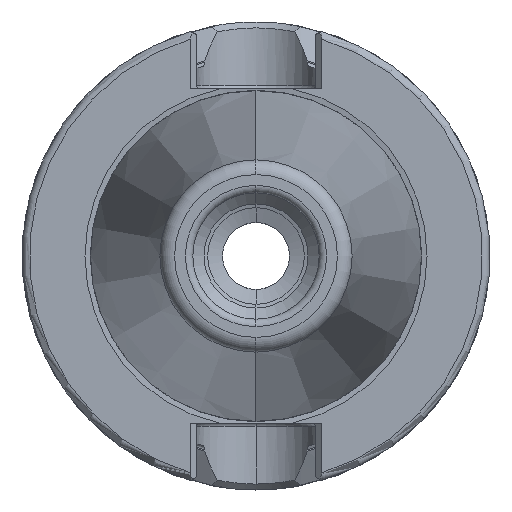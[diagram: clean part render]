
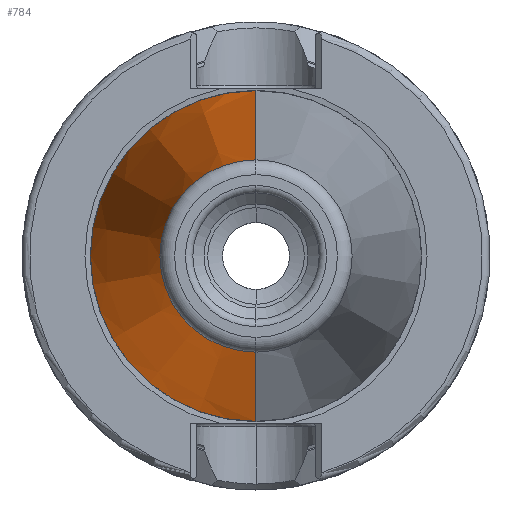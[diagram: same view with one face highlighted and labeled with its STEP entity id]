
A CAD part, left-side view. The second image highlights one B-rep face of the part: STEP entity #784.
In plain terms, the highlighted conical face has half-angle 8.297 degrees and reference radius 22.298 mm.
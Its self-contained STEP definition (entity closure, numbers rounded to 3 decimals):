
#123 = DIRECTION ( 'NONE',  ( 0., 0., 1. ) ) ;
#186 = ORIENTED_EDGE ( 'NONE', *, *, #556, .T. ) ;
#239 = ORIENTED_EDGE ( 'NONE', *, *, #4008, .T. ) ;
#297 = CIRCLE ( 'NONE', #3678, 22.298 ) ;
#392 = VECTOR ( 'NONE', #3817, 1000. ) ;
#556 = EDGE_CURVE ( 'NONE', #1586, #2756, #2398, .T. ) ;
#598 = CARTESIAN_POINT ( 'NONE',  ( -153.689, 0., 12.937 ) ) ;
#659 = CARTESIAN_POINT ( 'NONE',  ( -153.689, 0., -12.937 ) ) ;
#784 = ADVANCED_FACE ( 'NONE', ( #3192 ), #3097, .T. ) ;
#898 = CARTESIAN_POINT ( 'NONE',  ( -89.5, 0., 22.298 ) ) ;
#1073 = CARTESIAN_POINT ( 'NONE',  ( -153.689, 0., 0. ) ) ;
#1393 = CARTESIAN_POINT ( 'NONE',  ( -89.5, 0., 0. ) ) ;
#1403 = DIRECTION ( 'NONE',  ( 0., 0., 1. ) ) ;
#1434 = CARTESIAN_POINT ( 'NONE',  ( -89.5, 0., -22.298 ) ) ;
#1586 = VERTEX_POINT ( 'NONE', #598 ) ;
#1909 = DIRECTION ( 'NONE',  ( 0.99, 0., 0.144 ) ) ;
#1922 = AXIS2_PLACEMENT_3D ( 'NONE', #1073, #3312, #1403 ) ;
#2053 = DIRECTION ( 'NONE',  ( -1., 0., 0. ) ) ;
#2166 = CIRCLE ( 'NONE', #1922, 12.937 ) ;
#2210 = ORIENTED_EDGE ( 'NONE', *, *, #3280, .F. ) ;
#2234 = CARTESIAN_POINT ( 'NONE',  ( -89.5, 0., 22.298 ) ) ;
#2301 = VECTOR ( 'NONE', #1909, 1000. ) ;
#2398 = LINE ( 'NONE', #2234, #2301 ) ;
#2678 = DIRECTION ( 'NONE',  ( 0., 0., -1. ) ) ;
#2756 = VERTEX_POINT ( 'NONE', #898 ) ;
#2898 = VERTEX_POINT ( 'NONE', #659 ) ;
#2910 = ORIENTED_EDGE ( 'NONE', *, *, #3461, .F. ) ;
#3097 = CONICAL_SURFACE ( 'NONE', #3489, 22.298, 0.145 ) ;
#3192 = FACE_OUTER_BOUND ( 'NONE', #3888, .T. ) ;
#3280 = EDGE_CURVE ( 'NONE', #2898, #4096, #3499, .T. ) ;
#3289 = DIRECTION ( 'NONE',  ( 1., 0., 0. ) ) ;
#3312 = DIRECTION ( 'NONE',  ( -1., 0., 0. ) ) ;
#3461 = EDGE_CURVE ( 'NONE', #1586, #2898, #2166, .T. ) ;
#3489 = AXIS2_PLACEMENT_3D ( 'NONE', #1393, #3289, #2678 ) ;
#3499 = LINE ( 'NONE', #3831, #392 ) ;
#3678 = AXIS2_PLACEMENT_3D ( 'NONE', #3959, #2053, #123 ) ;
#3817 = DIRECTION ( 'NONE',  ( 0.99, 0., -0.144 ) ) ;
#3831 = CARTESIAN_POINT ( 'NONE',  ( -89.5, 0., -22.298 ) ) ;
#3888 = EDGE_LOOP ( 'NONE', ( #2910, #186, #239, #2210 ) ) ;
#3959 = CARTESIAN_POINT ( 'NONE',  ( -89.5, 0., 0. ) ) ;
#4008 = EDGE_CURVE ( 'NONE', #2756, #4096, #297, .T. ) ;
#4096 = VERTEX_POINT ( 'NONE', #1434 ) ;
